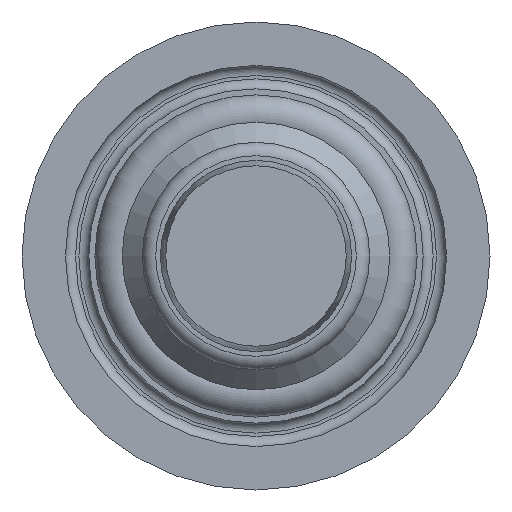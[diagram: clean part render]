
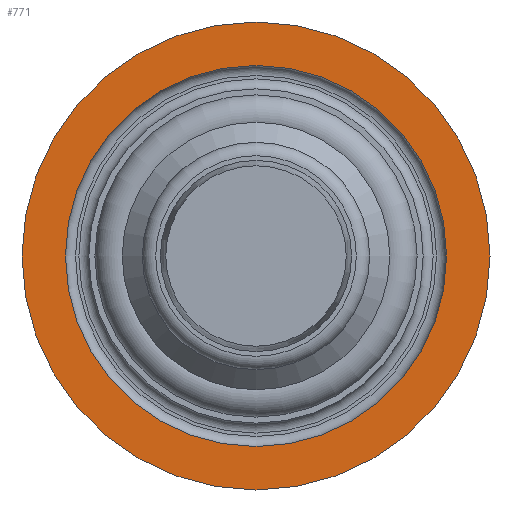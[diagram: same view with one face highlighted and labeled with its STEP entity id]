
A CAD part, left-side view. The second image highlights one B-rep face of the part: STEP entity #771.
In plain terms, the highlighted planar face has unit normal (-1, 0, 0).
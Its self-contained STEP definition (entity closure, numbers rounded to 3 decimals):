
#43=PLANE('',#831);
#66=ORIENTED_EDGE('',*,*,#148,.T.);
#67=ORIENTED_EDGE('',*,*,#147,.F.);
#147=EDGE_CURVE('',#190,#190,#233,.T.);
#148=EDGE_CURVE('',#191,#191,#234,.T.);
#190=VERTEX_POINT('',#1104);
#191=VERTEX_POINT('',#1107);
#233=CIRCLE('',#830,2.85);
#234=CIRCLE('',#832,3.5);
#281=EDGE_LOOP('',(#66));
#282=EDGE_LOOP('',(#67));
#367=FACE_BOUND('',#281,.T.);
#368=FACE_BOUND('',#282,.T.);
#771=ADVANCED_FACE('',(#367,#368),#43,.T.);
#830=AXIS2_PLACEMENT_3D('',#1103,#935,#936);
#831=AXIS2_PLACEMENT_3D('',#1105,#937,#938);
#832=AXIS2_PLACEMENT_3D('',#1106,#939,#940);
#935=DIRECTION('',(-1.,0.,0.));
#936=DIRECTION('',(0.,0.,1.));
#937=DIRECTION('',(-1.,0.,0.));
#938=DIRECTION('',(0.,0.,1.));
#939=DIRECTION('',(-1.,0.,0.));
#940=DIRECTION('',(0.,0.,1.));
#1103=CARTESIAN_POINT('',(6.5,0.,0.));
#1104=CARTESIAN_POINT('',(6.5,0.,2.85));
#1105=CARTESIAN_POINT('',(6.5,0.,2.85));
#1106=CARTESIAN_POINT('',(6.5,0.,0.));
#1107=CARTESIAN_POINT('',(6.5,0.,3.5));
